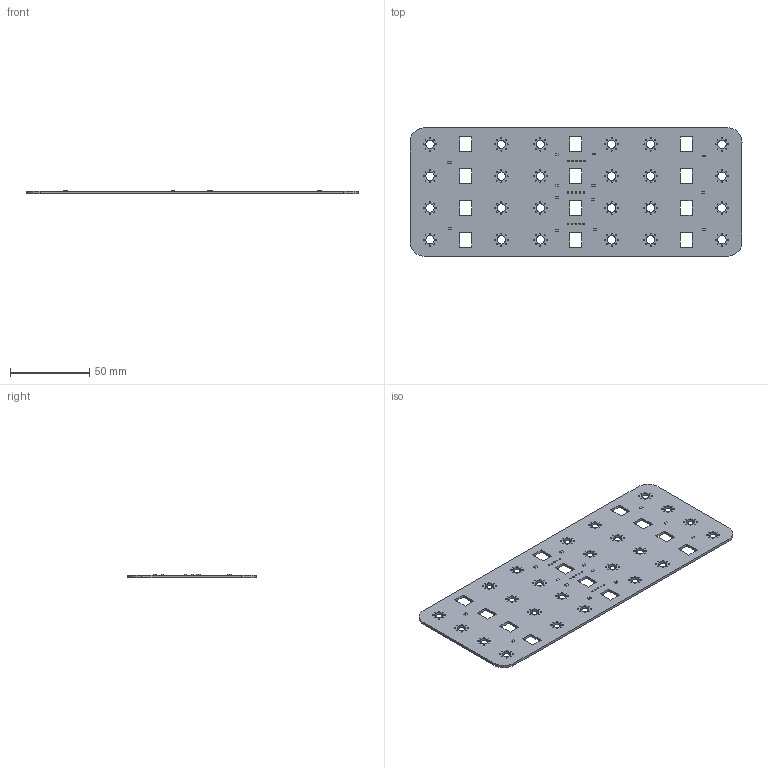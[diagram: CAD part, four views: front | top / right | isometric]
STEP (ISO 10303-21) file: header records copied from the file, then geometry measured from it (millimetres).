
FILE_DESCRIPTION(('KiCad electronic assembly'),'2;1');
FILE_NAME('BusBar_board.step','2024-09-12T16:49:13',('Pcbnew'),('Kicad') ,'Open CASCADE STEP processor 7.7','KiCad to STEP converter','Unknown' );
FILE_SCHEMA(('AUTOMOTIVE_DESIGN { 1 0 10303 214 1 1 1 1 }'));
Length unit declared in the file: millimetre
Products named in the file (4): BusBar_board 1; R_0805_2012Metric; BusBar_board_PCB
Assembly tree (15 placements, depth 3):
  BusBar_board 1
    R_0805_2012Metric  x13
      R_0805_2012Metric
    BusBar_board_PCB
Bounding box: 209.5 x 81 x 2.1 mm (x, y, z)
Volume: 24741.5 mm3; surface area: 33848.5 mm2
Topology: 14 solids, 14 shells, 627 faces, 1745 edges, 1146 vertices
Faces by surface type: cylinder 339, plane 288
Full cylindrical faces by diameter (mm): 0.6 x192, 0.85 x15, 5.3 x24
Entity records: 12082 total; most frequent: DIRECTION 2077, CARTESIAN_POINT 1878, ORIENTED_EDGE 1858, EDGE_CURVE 929, AXIS2_PLACEMENT_3D 817, FACE_BOUND 801, EDGE_LOOP 801, VERTEX_POINT 618
